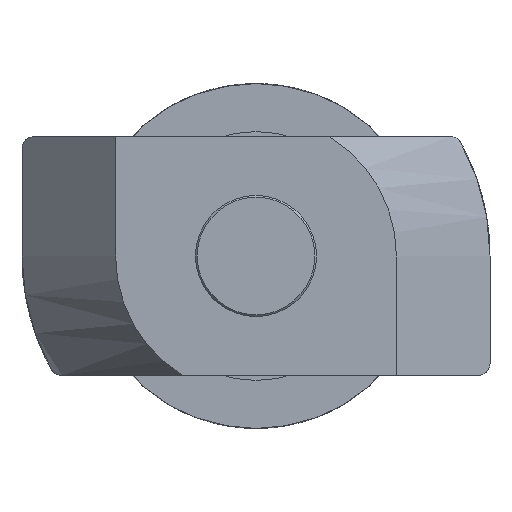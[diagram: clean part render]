
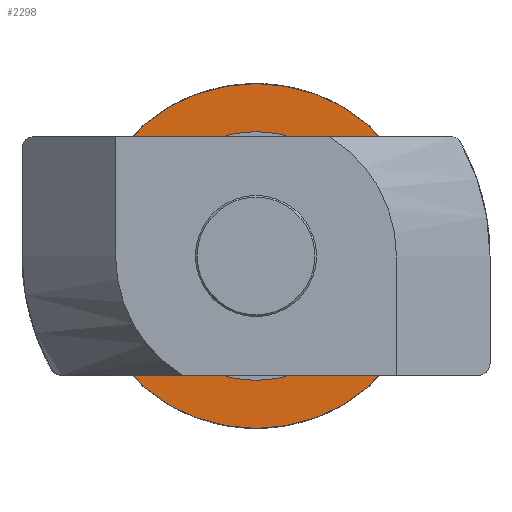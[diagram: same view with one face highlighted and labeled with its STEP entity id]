
A CAD part, left-side view. The second image highlights one B-rep face of the part: STEP entity #2298.
In plain terms, the highlighted planar face has unit normal (-1, 0, 0).
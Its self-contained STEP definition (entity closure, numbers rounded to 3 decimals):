
#620 = CYLINDRICAL_SURFACE('',#621,7.);
#621 = AXIS2_PLACEMENT_3D('',#622,#623,#624);
#622 = CARTESIAN_POINT('',(0.,0.,0.));
#623 = DIRECTION('',(1.,-0.,-0.));
#624 = DIRECTION('',(0.,0.,1.));
#2084 = EDGE_CURVE('',#2085,#2085,#2087,.T.);
#2085 = VERTEX_POINT('',#2086);
#2086 = CARTESIAN_POINT('',(3.,0.,7.));
#2087 = SURFACE_CURVE('',#2088,(#2093,#2100),.PCURVE_S1.);
#2088 = CIRCLE('',#2089,7.);
#2089 = AXIS2_PLACEMENT_3D('',#2090,#2091,#2092);
#2090 = CARTESIAN_POINT('',(3.,0.,0.));
#2091 = DIRECTION('',(-1.,0.,0.));
#2092 = DIRECTION('',(0.,0.,1.));
#2093 = PCURVE('',#620,#2094);
#2094 = DEFINITIONAL_REPRESENTATION('',(#2095),#2099);
#2095 = LINE('',#2096,#2097);
#2096 = CARTESIAN_POINT('',(6.283,3.));
#2097 = VECTOR('',#2098,1.);
#2098 = DIRECTION('',(-1.,0.));
#2099 = ( GEOMETRIC_REPRESENTATION_CONTEXT(2) 
PARAMETRIC_REPRESENTATION_CONTEXT() REPRESENTATION_CONTEXT('2D SPACE',''
  ) );
#2100 = PCURVE('',#2101,#2106);
#2101 = PLANE('',#2102);
#2102 = AXIS2_PLACEMENT_3D('',#2103,#2104,#2105);
#2103 = CARTESIAN_POINT('',(3.,-7.,0.));
#2104 = DIRECTION('',(1.,0.,0.));
#2105 = DIRECTION('',(0.,0.,-1.));
#2106 = DEFINITIONAL_REPRESENTATION('',(#2107),#2115);
#2107 = ( BOUNDED_CURVE() B_SPLINE_CURVE(2,(#2108,#2109,#2110,#2111,
#2112,#2113,#2114),.UNSPECIFIED.,.T.,.F.) B_SPLINE_CURVE_WITH_KNOTS((1,2
    ,2,2,2,1),(-2.094,0.,2.094,4.189,
6.283,8.378),.UNSPECIFIED.) CURVE() 
GEOMETRIC_REPRESENTATION_ITEM() RATIONAL_B_SPLINE_CURVE((1.,0.5,1.,0.5,
1.,0.5,1.)) REPRESENTATION_ITEM('') );
#2108 = CARTESIAN_POINT('',(-7.,7.));
#2109 = CARTESIAN_POINT('',(-7.,19.124));
#2110 = CARTESIAN_POINT('',(3.5,13.062));
#2111 = CARTESIAN_POINT('',(14.,7.));
#2112 = CARTESIAN_POINT('',(3.5,0.938));
#2113 = CARTESIAN_POINT('',(-7.,-5.124));
#2114 = CARTESIAN_POINT('',(-7.,7.));
#2115 = ( GEOMETRIC_REPRESENTATION_CONTEXT(2) 
PARAMETRIC_REPRESENTATION_CONTEXT() REPRESENTATION_CONTEXT('2D SPACE',''
  ) );
#2298 = ADVANCED_FACE('',(#2299,#2334),#2101,.F.);
#2299 = FACE_BOUND('',#2300,.T.);
#2300 = EDGE_LOOP('',(#2301));
#2301 = ORIENTED_EDGE('',*,*,#2302,.F.);
#2302 = EDGE_CURVE('',#2303,#2303,#2305,.T.);
#2303 = VERTEX_POINT('',#2304);
#2304 = CARTESIAN_POINT('',(3.,0.,5.05));
#2305 = SURFACE_CURVE('',#2306,(#2311,#2322),.PCURVE_S1.);
#2306 = CIRCLE('',#2307,5.05);
#2307 = AXIS2_PLACEMENT_3D('',#2308,#2309,#2310);
#2308 = CARTESIAN_POINT('',(3.,0.,0.));
#2309 = DIRECTION('',(-1.,0.,0.));
#2310 = DIRECTION('',(0.,0.,1.));
#2311 = PCURVE('',#2101,#2312);
#2312 = DEFINITIONAL_REPRESENTATION('',(#2313),#2321);
#2313 = ( BOUNDED_CURVE() B_SPLINE_CURVE(2,(#2314,#2315,#2316,#2317,
#2318,#2319,#2320),.UNSPECIFIED.,.T.,.F.) B_SPLINE_CURVE_WITH_KNOTS((1,2
    ,2,2,2,1),(-2.094,0.,2.094,4.189,
6.283,8.378),.UNSPECIFIED.) CURVE() 
GEOMETRIC_REPRESENTATION_ITEM() RATIONAL_B_SPLINE_CURVE((1.,0.5,1.,0.5,
1.,0.5,1.)) REPRESENTATION_ITEM('') );
#2314 = CARTESIAN_POINT('',(-5.05,7.));
#2315 = CARTESIAN_POINT('',(-5.05,15.747));
#2316 = CARTESIAN_POINT('',(2.525,11.373));
#2317 = CARTESIAN_POINT('',(10.1,7.));
#2318 = CARTESIAN_POINT('',(2.525,2.627));
#2319 = CARTESIAN_POINT('',(-5.05,-1.747));
#2320 = CARTESIAN_POINT('',(-5.05,7.));
#2321 = ( GEOMETRIC_REPRESENTATION_CONTEXT(2) 
PARAMETRIC_REPRESENTATION_CONTEXT() REPRESENTATION_CONTEXT('2D SPACE',''
  ) );
#2322 = PCURVE('',#2323,#2328);
#2323 = CYLINDRICAL_SURFACE('',#2324,5.05);
#2324 = AXIS2_PLACEMENT_3D('',#2325,#2326,#2327);
#2325 = CARTESIAN_POINT('',(0.,0.,0.));
#2326 = DIRECTION('',(1.,-0.,-0.));
#2327 = DIRECTION('',(0.,0.,1.));
#2328 = DEFINITIONAL_REPRESENTATION('',(#2329),#2333);
#2329 = LINE('',#2330,#2331);
#2330 = CARTESIAN_POINT('',(6.283,3.));
#2331 = VECTOR('',#2332,1.);
#2332 = DIRECTION('',(-1.,0.));
#2333 = ( GEOMETRIC_REPRESENTATION_CONTEXT(2) 
PARAMETRIC_REPRESENTATION_CONTEXT() REPRESENTATION_CONTEXT('2D SPACE',''
  ) );
#2334 = FACE_BOUND('',#2335,.T.);
#2335 = EDGE_LOOP('',(#2336));
#2336 = ORIENTED_EDGE('',*,*,#2084,.T.);
